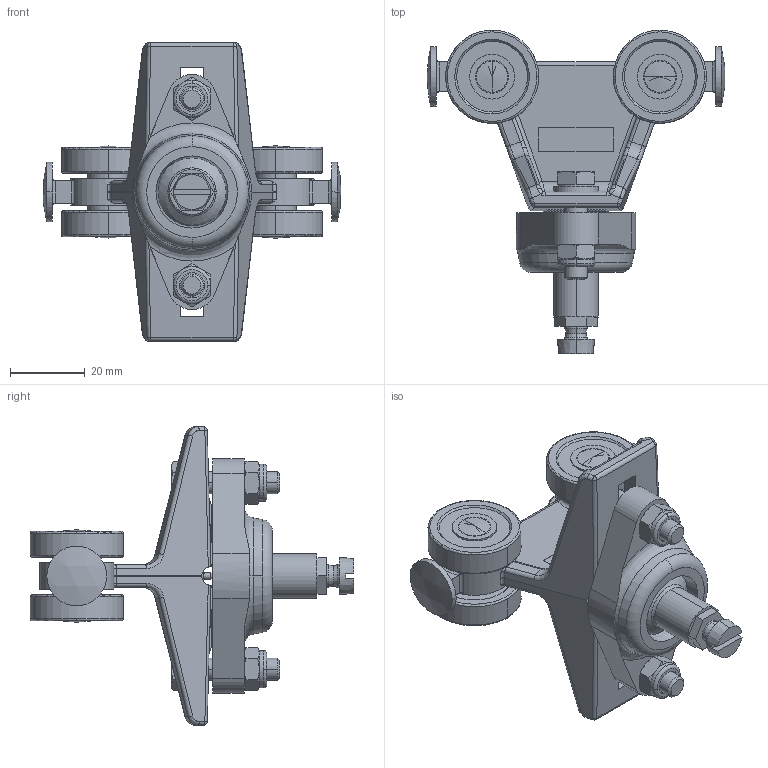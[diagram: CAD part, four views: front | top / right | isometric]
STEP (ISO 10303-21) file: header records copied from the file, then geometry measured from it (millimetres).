
FILE_DESCRIPTION (( 'STEP AP214' ), '1' );
FILE_NAME ('0020605.step', '2023-03-07T13:13:40', ( '' ), ( '' ), 'SwSTEP 2.0', 'SolidWorks 2020', '' );
FILE_SCHEMA (( 'AUTOMOTIVE_DESIGN' ));
Length unit declared in the file: inch
Products named in the file (1): 0020605
Bounding box: 79.77 x 86.84 x 80 mm (x, y, z)
Volume: 54067.2 mm3; surface area: 32338.2 mm2
Topology: 16 solids, 17 shells, 861 faces, 2063 edges, 1269 vertices
Faces by surface type: plane 327, cylinder 267, cone 116, torus 72, bspline 60, sphere 19
Entity records: 42970 total; most frequent: CARTESIAN_POINT 15550, DIRECTION 4223, ORIENTED_EDGE 4074, EDGE_CURVE 2037, AXIS2_PLACEMENT_3D 1663, VERTEX_POINT 1258, EDGE_LOOP 941, VECTOR 897
